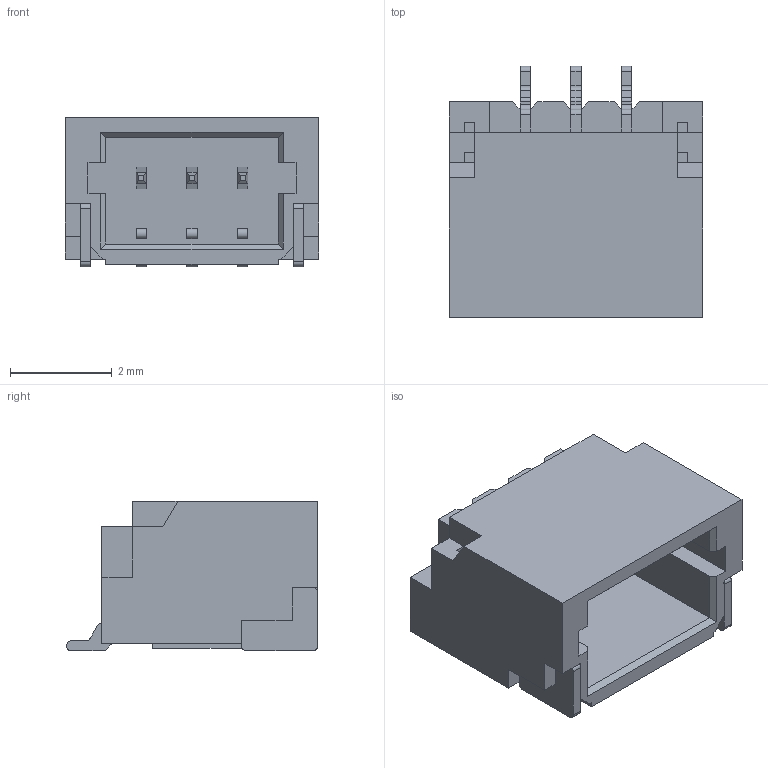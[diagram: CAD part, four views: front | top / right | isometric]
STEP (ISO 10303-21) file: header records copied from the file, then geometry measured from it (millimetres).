
FILE_DESCRIPTION(('STEP AP214'), '1');
FILE_NAME('SMxB-SRSS-TB', '', ('UNSPECIFIED'), ('UNSPECIFIED'), 'ASCON STEP Converter 1.6', 'ASCON Math Kernel', '');
FILE_SCHEMA(('AUTOMOTIVE_DESIGN { 1 0 10303 214 3 1 1}'));
Length unit declared in the file: millimetre
Bounding box: 5 x 4.95 x 2.95 mm (x, y, z)
Volume: 34.2 mm3; surface area: 173.8 mm2
Topology: 6 solids, 6 shells, 225 faces, 648 edges, 430 vertices
Faces by surface type: plane 195, cylinder 30
Entity records: 9168 total; most frequent: CARTESIAN_POINT 1304, ORIENTED_EDGE 1296, DIRECTION 1160, EDGE_CURVE 648, LINE 588, VECTOR 588, VERTEX_POINT 430, AXIS2_PLACEMENT_3D 286
